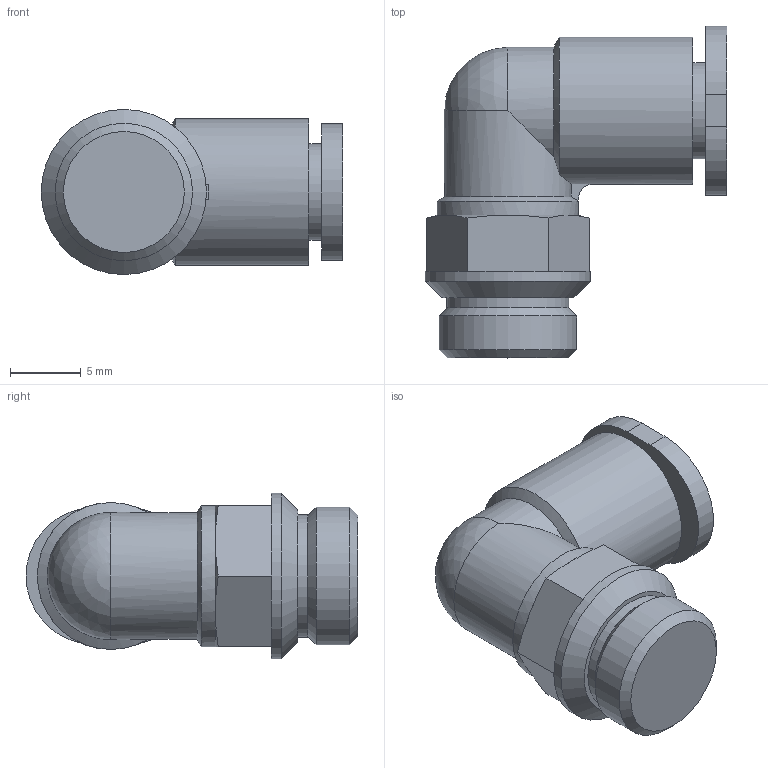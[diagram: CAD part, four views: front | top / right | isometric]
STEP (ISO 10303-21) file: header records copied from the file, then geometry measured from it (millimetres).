
FILE_DESCRIPTION( ( 'STEP AP214' ), ' ' );
FILE_NAME( 'KQ2L06-U01N1.stp', '2017-10-07T12:47:34', ( '' ), ( '' ), ' ', 'PARTsolutions', ' ' );
FILE_SCHEMA( ( 'AUTOMOTIVE_DESIGN { 1 0 10303 214 1 1 1 1 }' ) );
Length unit declared in the file: millimetre
Products named in the file (1): _KQ2L06-U01N1
Bounding box: 21.35 x 23.5 x 11.7 mm (x, y, z)
Volume: 2116.3 mm3; surface area: 1602.8 mm2
Topology: 1 solids, 1 shells, 47 faces, 106 edges, 66 vertices
Faces by surface type: plane 23, cylinder 12, cone 11, sphere 1
Full cylindrical faces by diameter (mm): 6 x1, 6.8 x1, 8.65 x1, 9.728 x1, 10 x1, 10.4 x1, 11.7 x1
Entity records: 1637 total; most frequent: CARTESIAN_POINT 267, DIRECTION 207, ORIENTED_EDGE 182, EDGE_CURVE 91, AXIS2_PLACEMENT_3D 86, EDGE_LOOP 63, VERTEX_POINT 62, FACE_OUTER_BOUND 54
